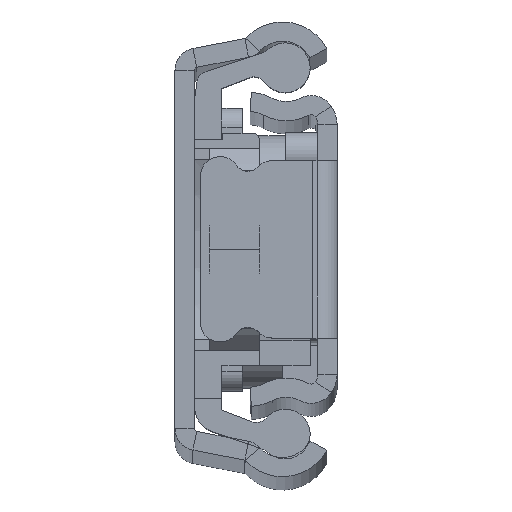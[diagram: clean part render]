
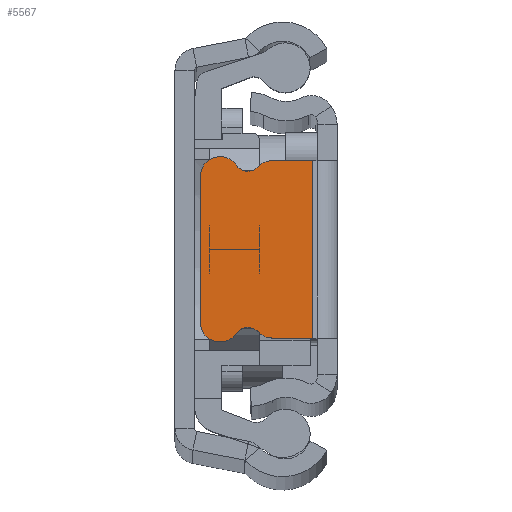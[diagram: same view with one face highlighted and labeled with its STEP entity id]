
A CAD part, top view. The second image highlights one B-rep face of the part: STEP entity #5567.
In plain terms, the highlighted planar face has unit normal (0, 0, 1).
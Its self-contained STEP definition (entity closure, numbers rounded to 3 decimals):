
#152 = VERTEX_POINT ( 'NONE', #12879 ) ;
#159 = DIRECTION ( 'NONE',  ( 0., 0., 1. ) ) ;
#354 = AXIS2_PLACEMENT_3D ( 'NONE', #3577, #3265, #10931 ) ;
#576 = ORIENTED_EDGE ( 'NONE', *, *, #6792, .T. ) ;
#759 = VERTEX_POINT ( 'NONE', #3446 ) ;
#788 = CIRCLE ( 'NONE', #9893, 1.5 ) ;
#821 = EDGE_CURVE ( 'NONE', #14599, #5417, #788, .T. ) ;
#936 = CIRCLE ( 'NONE', #3004, 1.5 ) ;
#1093 = VECTOR ( 'NONE', #13972, 1000. ) ;
#1165 = DIRECTION ( 'NONE',  ( -1., 0., 0. ) ) ;
#1218 = EDGE_CURVE ( 'NONE', #5417, #6637, #8720, .T. ) ;
#1421 = CARTESIAN_POINT ( 'NONE',  ( -9.14, -5.75, 0. ) ) ;
#1649 = CIRCLE ( 'NONE', #12061, 1.1 ) ;
#1751 = DIRECTION ( 'NONE',  ( 0., -1., 0. ) ) ;
#1990 = CARTESIAN_POINT ( 'NONE',  ( -1.9, -7.25, 0. ) ) ;
#1991 = CARTESIAN_POINT ( 'NONE',  ( -5.078, 6.95, 0. ) ) ;
#2019 = AXIS2_PLACEMENT_3D ( 'NONE', #2394, #3447, #13417 ) ;
#2053 = CARTESIAN_POINT ( 'NONE',  ( -5.078, -5.45, 0. ) ) ;
#2323 = VERTEX_POINT ( 'NONE', #1991 ) ;
#2353 = CARTESIAN_POINT ( 'NONE',  ( -9.14, -7.25, 0. ) ) ;
#2356 = VERTEX_POINT ( 'NONE', #14633 ) ;
#2394 = CARTESIAN_POINT ( 'NONE',  ( -6.99, -7.212, 0. ) ) ;
#2603 = EDGE_CURVE ( 'NONE', #4236, #2323, #5479, .T. ) ;
#2712 = DIRECTION ( 'NONE',  ( 0., 1., 0. ) ) ;
#2905 = CIRCLE ( 'NONE', #13347, 1.5 ) ;
#3004 = AXIS2_PLACEMENT_3D ( 'NONE', #13117, #15412, #13495 ) ;
#3058 = ORIENTED_EDGE ( 'NONE', *, *, #3849, .T. ) ;
#3164 = CARTESIAN_POINT ( 'NONE',  ( -9.2, 7.25, 0. ) ) ;
#3259 = EDGE_CURVE ( 'NONE', #7134, #14297, #11254, .T. ) ;
#3265 = DIRECTION ( 'NONE',  ( 0., 0., -1. ) ) ;
#3446 = CARTESIAN_POINT ( 'NONE',  ( -7.9, -6.593, 0. ) ) ;
#3447 = DIRECTION ( 'NONE',  ( 0., 0., -1. ) ) ;
#3490 = CARTESIAN_POINT ( 'NONE',  ( -9.2, -7.25, 0. ) ) ;
#3536 = VERTEX_POINT ( 'NONE', #15666 ) ;
#3577 = CARTESIAN_POINT ( 'NONE',  ( -6.99, 7.212, 0. ) ) ;
#3742 = CARTESIAN_POINT ( 'NONE',  ( -9.14, 7.25, 0. ) ) ;
#3810 = VECTOR ( 'NONE', #1751, 1000. ) ;
#3820 = CARTESIAN_POINT ( 'NONE',  ( -1.9, 6.95, 0. ) ) ;
#3849 = EDGE_CURVE ( 'NONE', #2323, #7524, #936, .T. ) ;
#3889 = CARTESIAN_POINT ( 'NONE',  ( -10.7, 0., 0. ) ) ;
#4236 = VERTEX_POINT ( 'NONE', #3820 ) ;
#4806 = DIRECTION ( 'NONE',  ( 1., 0., 0. ) ) ;
#4901 = DIRECTION ( 'NONE',  ( 0., 0., -1. ) ) ;
#5136 = EDGE_CURVE ( 'NONE', #759, #3536, #15582, .T. ) ;
#5417 = VERTEX_POINT ( 'NONE', #5821 ) ;
#5456 = FACE_OUTER_BOUND ( 'NONE', #15141, .T. ) ;
#5479 = LINE ( 'NONE', #10541, #1093 ) ;
#5522 = CARTESIAN_POINT ( 'NONE',  ( 0., 7.25, 0. ) ) ;
#5567 = ADVANCED_FACE ( 'NONE', ( #5456 ), #11416, .F. ) ;
#5821 = CARTESIAN_POINT ( 'NONE',  ( -10.7, 5.75, 0. ) ) ;
#5822 = LINE ( 'NONE', #1990, #3810 ) ;
#6082 = ORIENTED_EDGE ( 'NONE', *, *, #821, .T. ) ;
#6093 = VECTOR ( 'NONE', #4806, 1000. ) ;
#6319 = CIRCLE ( 'NONE', #354, 1.1 ) ;
#6328 = LINE ( 'NONE', #12702, #10382 ) ;
#6511 = CARTESIAN_POINT ( 'NONE',  ( -1.9, -6.95, 0. ) ) ;
#6637 = VERTEX_POINT ( 'NONE', #10398 ) ;
#6711 = ORIENTED_EDGE ( 'NONE', *, *, #3259, .T. ) ;
#6792 = EDGE_CURVE ( 'NONE', #11455, #2356, #1649, .T. ) ;
#6935 = ORIENTED_EDGE ( 'NONE', *, *, #7990, .T. ) ;
#7008 = CIRCLE ( 'NONE', #14579, 1.5 ) ;
#7134 = VERTEX_POINT ( 'NONE', #3490 ) ;
#7306 = VECTOR ( 'NONE', #13786, 1000. ) ;
#7307 = EDGE_CURVE ( 'NONE', #2356, #9877, #2905, .T. ) ;
#7383 = VERTEX_POINT ( 'NONE', #6511 ) ;
#7524 = VERTEX_POINT ( 'NONE', #11055 ) ;
#7560 = ORIENTED_EDGE ( 'NONE', *, *, #10690, .T. ) ;
#7990 = EDGE_CURVE ( 'NONE', #6637, #7134, #9211, .T. ) ;
#8089 = DIRECTION ( 'NONE',  ( 0., 0., 1. ) ) ;
#8277 = ORIENTED_EDGE ( 'NONE', *, *, #8321, .T. ) ;
#8321 = EDGE_CURVE ( 'NONE', #7524, #11455, #6319, .T. ) ;
#8585 = DIRECTION ( 'NONE',  ( -1., 0., 0. ) ) ;
#8720 = LINE ( 'NONE', #3889, #7306 ) ;
#8890 = EDGE_CURVE ( 'NONE', #9877, #14599, #14014, .T. ) ;
#9091 = ORIENTED_EDGE ( 'NONE', *, *, #1218, .T. ) ;
#9211 = CIRCLE ( 'NONE', #10242, 1.5 ) ;
#9499 = DIRECTION ( 'NONE',  ( 0., 0., -1. ) ) ;
#9609 = CARTESIAN_POINT ( 'NONE',  ( -6.99, 6.112, 0. ) ) ;
#9751 = EDGE_CURVE ( 'NONE', #3536, #152, #7008, .T. ) ;
#9877 = VERTEX_POINT ( 'NONE', #3742 ) ;
#9893 = AXIS2_PLACEMENT_3D ( 'NONE', #14974, #16121, #12593 ) ;
#9999 = AXIS2_PLACEMENT_3D ( 'NONE', #11109, #4901, #1165 ) ;
#10031 = CARTESIAN_POINT ( 'NONE',  ( 0., -7.25, 0. ) ) ;
#10217 = VECTOR ( 'NONE', #15324, 1000. ) ;
#10242 = AXIS2_PLACEMENT_3D ( 'NONE', #12099, #10873, #8585 ) ;
#10382 = VECTOR ( 'NONE', #14917, 1000. ) ;
#10398 = CARTESIAN_POINT ( 'NONE',  ( -10.7, -5.75, 0. ) ) ;
#10541 = CARTESIAN_POINT ( 'NONE',  ( 1.206, 6.95, 0. ) ) ;
#10608 = ORIENTED_EDGE ( 'NONE', *, *, #7307, .T. ) ;
#10690 = EDGE_CURVE ( 'NONE', #14297, #759, #13687, .T. ) ;
#10869 = DIRECTION ( 'NONE',  ( 0., -1., 0. ) ) ;
#10873 = DIRECTION ( 'NONE',  ( 0., 0., 1. ) ) ;
#10900 = ORIENTED_EDGE ( 'NONE', *, *, #9751, .T. ) ;
#10931 = DIRECTION ( 'NONE',  ( 0., -1., 0. ) ) ;
#11055 = CARTESIAN_POINT ( 'NONE',  ( -6.181, 6.467, 0. ) ) ;
#11109 = CARTESIAN_POINT ( 'NONE',  ( 0., 0., 0. ) ) ;
#11254 = LINE ( 'NONE', #10031, #6093 ) ;
#11416 = PLANE ( 'NONE',  #9999 ) ;
#11455 = VERTEX_POINT ( 'NONE', #9609 ) ;
#12061 = AXIS2_PLACEMENT_3D ( 'NONE', #13561, #9499, #10869 ) ;
#12099 = CARTESIAN_POINT ( 'NONE',  ( -9.2, -5.75, 0. ) ) ;
#12593 = DIRECTION ( 'NONE',  ( -1., 0., 0. ) ) ;
#12702 = CARTESIAN_POINT ( 'NONE',  ( 0., -6.95, 0. ) ) ;
#12794 = ORIENTED_EDGE ( 'NONE', *, *, #2603, .T. ) ;
#12879 = CARTESIAN_POINT ( 'NONE',  ( -5.078, -6.95, 0. ) ) ;
#12904 = ORIENTED_EDGE ( 'NONE', *, *, #5136, .T. ) ;
#13074 = DIRECTION ( 'NONE',  ( 0., 1., 0. ) ) ;
#13117 = CARTESIAN_POINT ( 'NONE',  ( -5.078, 5.45, 0. ) ) ;
#13347 = AXIS2_PLACEMENT_3D ( 'NONE', #13705, #159, #15098 ) ;
#13417 = DIRECTION ( 'NONE',  ( 0., -1., 0. ) ) ;
#13495 = DIRECTION ( 'NONE',  ( 0., 1., 0. ) ) ;
#13561 = CARTESIAN_POINT ( 'NONE',  ( -6.99, 7.212, 0. ) ) ;
#13568 = DIRECTION ( 'NONE',  ( 0., 0., 1. ) ) ;
#13687 = CIRCLE ( 'NONE', #15783, 1.5 ) ;
#13705 = CARTESIAN_POINT ( 'NONE',  ( -9.14, 5.75, 0. ) ) ;
#13766 = EDGE_CURVE ( 'NONE', #4236, #7383, #5822, .T. ) ;
#13786 = DIRECTION ( 'NONE',  ( 0., -1., 0. ) ) ;
#13972 = DIRECTION ( 'NONE',  ( -1., 0., 0. ) ) ;
#14014 = LINE ( 'NONE', #5522, #10217 ) ;
#14297 = VERTEX_POINT ( 'NONE', #2353 ) ;
#14579 = AXIS2_PLACEMENT_3D ( 'NONE', #2053, #8089, #13074 ) ;
#14599 = VERTEX_POINT ( 'NONE', #3164 ) ;
#14633 = CARTESIAN_POINT ( 'NONE',  ( -7.9, 6.593, 0. ) ) ;
#14827 = EDGE_CURVE ( 'NONE', #152, #7383, #6328, .T. ) ;
#14917 = DIRECTION ( 'NONE',  ( 1., 0., 0. ) ) ;
#14974 = CARTESIAN_POINT ( 'NONE',  ( -9.2, 5.75, 0. ) ) ;
#15098 = DIRECTION ( 'NONE',  ( 0., 1., 0. ) ) ;
#15141 = EDGE_LOOP ( 'NONE', ( #15432, #15766, #12794, #3058, #8277, #576, #10608, #15410, #6082, #9091, #6935, #6711, #7560, #12904, #10900 ) ) ;
#15324 = DIRECTION ( 'NONE',  ( -1., 0., 0. ) ) ;
#15410 = ORIENTED_EDGE ( 'NONE', *, *, #8890, .T. ) ;
#15412 = DIRECTION ( 'NONE',  ( 0., 0., 1. ) ) ;
#15432 = ORIENTED_EDGE ( 'NONE', *, *, #14827, .T. ) ;
#15582 = CIRCLE ( 'NONE', #2019, 1.1 ) ;
#15666 = CARTESIAN_POINT ( 'NONE',  ( -6.181, -6.467, 0. ) ) ;
#15766 = ORIENTED_EDGE ( 'NONE', *, *, #13766, .F. ) ;
#15783 = AXIS2_PLACEMENT_3D ( 'NONE', #1421, #13568, #2712 ) ;
#16121 = DIRECTION ( 'NONE',  ( 0., 0., 1. ) ) ;
